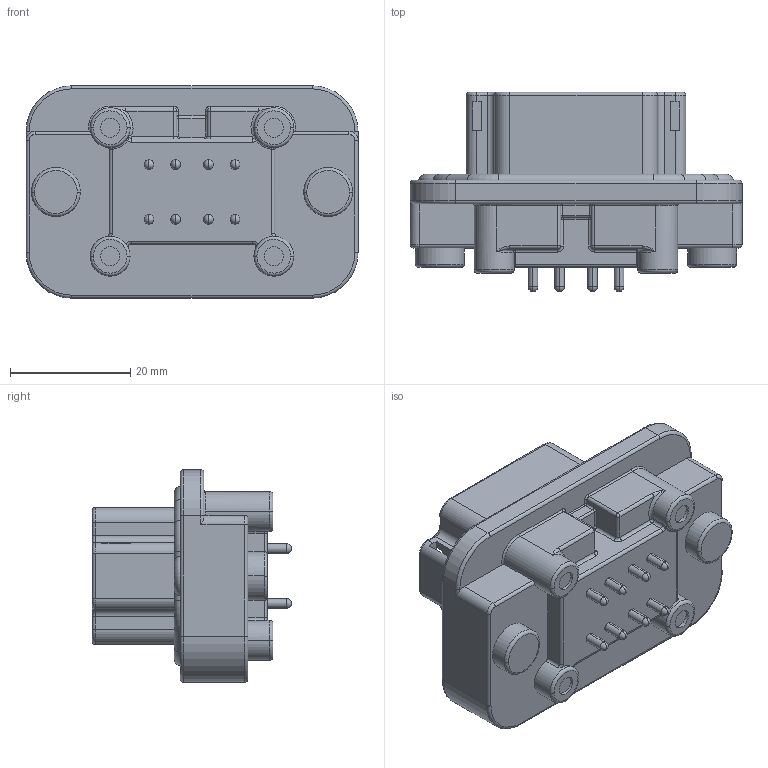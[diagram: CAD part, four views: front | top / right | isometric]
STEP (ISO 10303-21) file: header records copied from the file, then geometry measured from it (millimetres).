
FILE_DESCRIPTION((''),'2;1');
FILE_NAME('C-AT15-08PD-BM03_3D','2018-08-07T',('Jony.xie'),(''),'PRO/ENGINEER BY PARAMETRIC TECHNOLOGY CORPORATION, 2013230','PRO/ENGINEER BY PARAMETRIC TECHNOLOGY CORPORATION, 2013230','');
FILE_SCHEMA(('CONFIG_CONTROL_DESIGN'));
Length unit declared in the file: millimetre
Products named in the file (1): C-AT15-08PD-BM03_3D
Bounding box: 55.12 x 33.09 x 35.25 mm (x, y, z)
Volume: 22066.9 mm3; surface area: 10364.3 mm2
Topology: 1 solids, 1 shells, 628 faces, 1682 edges, 1065 vertices
Faces by surface type: plane 189, cylinder 179, extrusion 130, torus 76, sphere 36, bspline 12, cone 6
Entity records: 20978 total; most frequent: CARTESIAN_POINT 5636, ORIENTED_EDGE 3292, DIRECTION 2985, EDGE_CURVE 1646, VERTEX_POINT 1065, AXIS2_PLACEMENT_3D 1051, VECTOR 883, LINE 753
